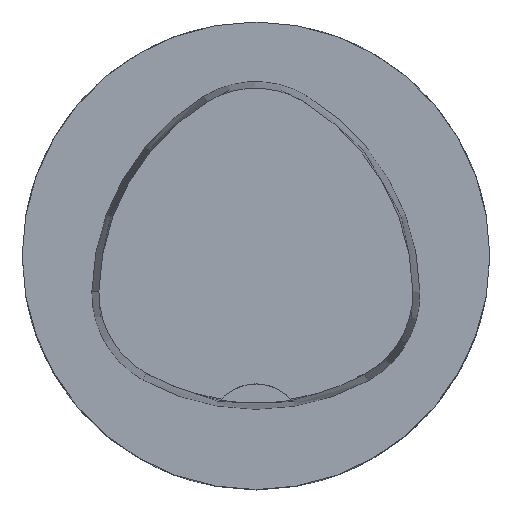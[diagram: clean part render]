
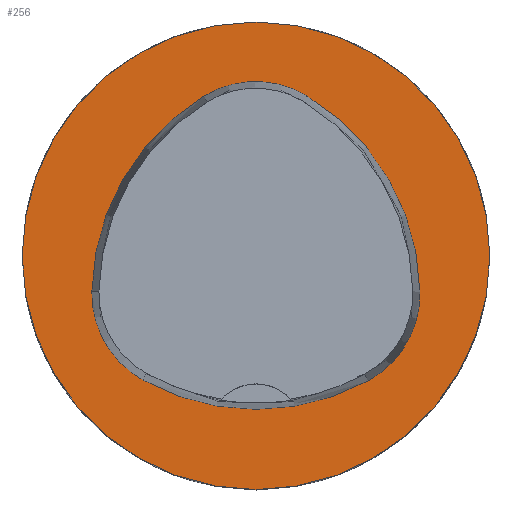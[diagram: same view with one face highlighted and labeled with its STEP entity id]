
A CAD part, top view. The second image highlights one B-rep face of the part: STEP entity #256.
In plain terms, the highlighted planar face has unit normal (0, 0, 1).
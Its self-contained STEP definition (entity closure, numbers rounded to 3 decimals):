
#256=ADVANCED_FACE('',(#496,#497),#310,.T.);
#310=PLANE('',#1400);
#496=FACE_BOUND('',#555,.T.);
#497=FACE_BOUND('',#556,.T.);
#555=EDGE_LOOP('',(#765,#766,#767,#768,#769,#770));
#556=EDGE_LOOP('',(#771));
#765=ORIENTED_EDGE('',*,*,#1144,.T.);
#766=ORIENTED_EDGE('',*,*,#1124,.T.);
#767=ORIENTED_EDGE('',*,*,#1128,.T.);
#768=ORIENTED_EDGE('',*,*,#1131,.T.);
#769=ORIENTED_EDGE('',*,*,#1134,.T.);
#770=ORIENTED_EDGE('',*,*,#1142,.T.);
#771=ORIENTED_EDGE('',*,*,#1147,.F.);
#995=VERTEX_POINT('',#2157);
#996=VERTEX_POINT('',#2158);
#999=VERTEX_POINT('',#2166);
#1001=VERTEX_POINT('',#2172);
#1003=VERTEX_POINT('',#2178);
#1010=VERTEX_POINT('',#2199);
#1011=VERTEX_POINT('',#2209);
#1124=EDGE_CURVE('',#995,#996,#1225,.T.);
#1128=EDGE_CURVE('',#996,#999,#1227,.T.);
#1131=EDGE_CURVE('',#999,#1001,#1229,.T.);
#1134=EDGE_CURVE('',#1001,#1003,#1231,.T.);
#1142=EDGE_CURVE('',#1003,#1010,#1235,.T.);
#1144=EDGE_CURVE('',#1010,#995,#1237,.T.);
#1147=EDGE_CURVE('',#1011,#1011,#1240,.T.);
#1225=CIRCLE('',#1377,20.);
#1227=CIRCLE('',#1380,8.5);
#1229=CIRCLE('',#1383,20.);
#1231=CIRCLE('',#1386,8.5);
#1235=CIRCLE('',#1391,20.);
#1237=CIRCLE('',#1394,8.5);
#1240=CIRCLE('',#1399,20.);
#1377=AXIS2_PLACEMENT_3D('',#2156,#1627,#1628);
#1380=AXIS2_PLACEMENT_3D('',#2165,#1635,#1636);
#1383=AXIS2_PLACEMENT_3D('',#2171,#1642,#1643);
#1386=AXIS2_PLACEMENT_3D('',#2177,#1649,#1650);
#1391=AXIS2_PLACEMENT_3D('',#2200,#1661,#1662);
#1394=AXIS2_PLACEMENT_3D('',#2203,#1667,#1668);
#1399=AXIS2_PLACEMENT_3D('',#2208,#1677,#1678);
#1400=AXIS2_PLACEMENT_3D('',#2210,#1679,#1680);
#1627=DIRECTION('',(0.,0.,-1.));
#1628=DIRECTION('',(-1.,0.,0.));
#1635=DIRECTION('',(0.,0.,-1.));
#1636=DIRECTION('',(-1.,0.,0.));
#1642=DIRECTION('',(0.,0.,-1.));
#1643=DIRECTION('',(-1.,0.,0.));
#1649=DIRECTION('',(0.,0.,-1.));
#1650=DIRECTION('',(-1.,0.,0.));
#1661=DIRECTION('',(0.,0.,-1.));
#1662=DIRECTION('',(-1.,0.,0.));
#1667=DIRECTION('',(0.,0.,-1.));
#1668=DIRECTION('',(-1.,0.,0.));
#1677=DIRECTION('',(0.,0.,-1.));
#1678=DIRECTION('',(-1.,0.,0.));
#1679=DIRECTION('',(0.,0.,1.));
#1680=DIRECTION('',(1.,0.,0.));
#2156=CARTESIAN_POINT('',(5.955,-3.414,0.));
#2157=CARTESIAN_POINT('',(-14.041,-3.042,0.));
#2158=CARTESIAN_POINT('',(-4.472,13.653,0.));
#2165=CARTESIAN_POINT('',(-0.04,6.4,0.));
#2166=CARTESIAN_POINT('',(4.347,13.68,0.));
#2171=CARTESIAN_POINT('',(-5.976,-3.45,0.));
#2172=CARTESIAN_POINT('',(14.021,-3.075,0.));
#2177=CARTESIAN_POINT('',(5.522,-3.235,0.));
#2178=CARTESIAN_POINT('',(9.588,-10.699,0.));
#2199=CARTESIAN_POINT('',(-9.655,-10.639,0.));
#2200=CARTESIAN_POINT('',(0.022,6.864,0.));
#2203=CARTESIAN_POINT('',(-5.543,-3.2,0.));
#2208=CARTESIAN_POINT('',(0.,0.,0.));
#2209=CARTESIAN_POINT('',(-20.,0.,0.));
#2210=CARTESIAN_POINT('',(0.,0.,0.));
